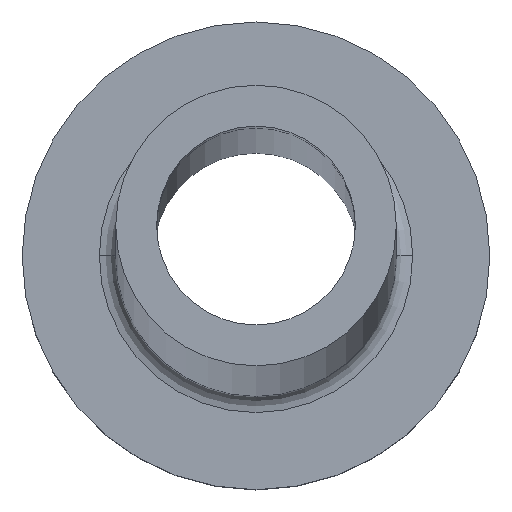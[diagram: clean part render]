
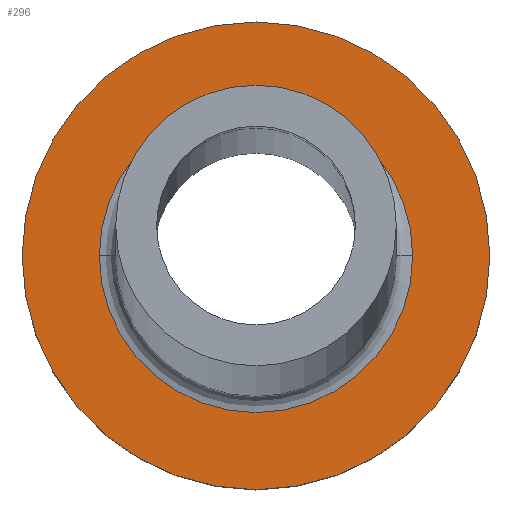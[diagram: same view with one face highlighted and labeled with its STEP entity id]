
A CAD part, top view. The second image highlights one B-rep face of the part: STEP entity #296.
In plain terms, the highlighted planar face has unit normal (0, 0, 1).
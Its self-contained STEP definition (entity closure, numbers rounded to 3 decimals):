
#14 = DIRECTION ( 'NONE',  ( 0., 0., -1. ) ) ;
#21 = EDGE_CURVE ( 'NONE', #133, #171, #378, .T. ) ;
#24 = ORIENTED_EDGE ( 'NONE', *, *, #421, .T. ) ;
#34 = FACE_OUTER_BOUND ( 'NONE', #228, .T. ) ;
#40 = EDGE_CURVE ( 'NONE', #166, #155, #278, .T. ) ;
#49 = EDGE_CURVE ( 'NONE', #171, #133, #213, .T. ) ;
#65 = CARTESIAN_POINT ( 'NONE',  ( -6.7, 0., 7. ) ) ;
#75 = DIRECTION ( 'NONE',  ( 1., 0., 0. ) ) ;
#86 = DIRECTION ( 'NONE',  ( 1., 0., 0. ) ) ;
#102 = CARTESIAN_POINT ( 'NONE',  ( 6.7, 0., 7. ) ) ;
#133 = VERTEX_POINT ( 'NONE', #172 ) ;
#143 = AXIS2_PLACEMENT_3D ( 'NONE', #457, #362, #427 ) ;
#145 = AXIS2_PLACEMENT_3D ( 'NONE', #156, #14, #164 ) ;
#155 = VERTEX_POINT ( 'NONE', #65 ) ;
#156 = CARTESIAN_POINT ( 'NONE',  ( 0., 0., 7. ) ) ;
#157 = CARTESIAN_POINT ( 'NONE',  ( 0., 0., 7. ) ) ;
#164 = DIRECTION ( 'NONE',  ( 1., 0., 0. ) ) ;
#166 = VERTEX_POINT ( 'NONE', #102 ) ;
#171 = VERTEX_POINT ( 'NONE', #208 ) ;
#172 = CARTESIAN_POINT ( 'NONE',  ( -10., 0., 7. ) ) ;
#176 = CIRCLE ( 'NONE', #145, 6.7 ) ;
#180 = PLANE ( 'NONE',  #355 ) ;
#206 = ORIENTED_EDGE ( 'NONE', *, *, #40, .T. ) ;
#208 = CARTESIAN_POINT ( 'NONE',  ( 10., 0., 7. ) ) ;
#213 = CIRCLE ( 'NONE', #332, 10. ) ;
#222 = ORIENTED_EDGE ( 'NONE', *, *, #21, .T. ) ;
#228 = EDGE_LOOP ( 'NONE', ( #222, #381 ) ) ;
#234 = AXIS2_PLACEMENT_3D ( 'NONE', #157, #405, #268 ) ;
#251 = EDGE_LOOP ( 'NONE', ( #206, #24 ) ) ;
#268 = DIRECTION ( 'NONE',  ( 1., 0., 0. ) ) ;
#278 = CIRCLE ( 'NONE', #234, 6.7 ) ;
#284 = FACE_BOUND ( 'NONE', #251, .T. ) ;
#296 = ADVANCED_FACE ( 'NONE', ( #284, #34 ), #180, .T. ) ;
#322 = CARTESIAN_POINT ( 'NONE',  ( 0., 0., 7. ) ) ;
#332 = AXIS2_PLACEMENT_3D ( 'NONE', #374, #443, #86 ) ;
#355 = AXIS2_PLACEMENT_3D ( 'NONE', #322, #426, #75 ) ;
#362 = DIRECTION ( 'NONE',  ( 0., 0., 1. ) ) ;
#374 = CARTESIAN_POINT ( 'NONE',  ( 0., 0., 7. ) ) ;
#378 = CIRCLE ( 'NONE', #143, 10. ) ;
#381 = ORIENTED_EDGE ( 'NONE', *, *, #49, .T. ) ;
#405 = DIRECTION ( 'NONE',  ( 0., 0., -1. ) ) ;
#421 = EDGE_CURVE ( 'NONE', #155, #166, #176, .T. ) ;
#426 = DIRECTION ( 'NONE',  ( 0., 0., 1. ) ) ;
#427 = DIRECTION ( 'NONE',  ( 1., 0., 0. ) ) ;
#443 = DIRECTION ( 'NONE',  ( 0., 0., 1. ) ) ;
#457 = CARTESIAN_POINT ( 'NONE',  ( 0., 0., 7. ) ) ;
